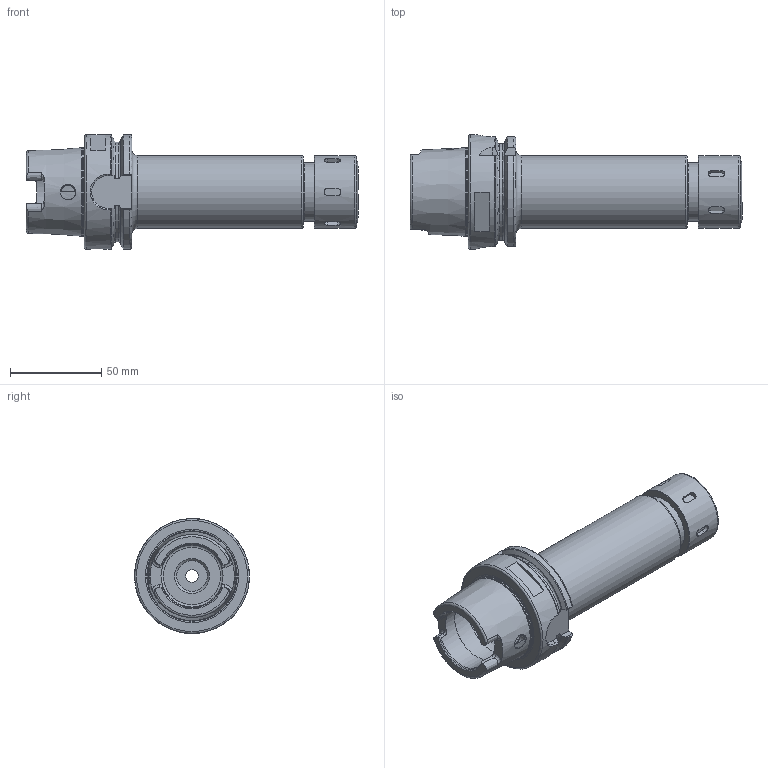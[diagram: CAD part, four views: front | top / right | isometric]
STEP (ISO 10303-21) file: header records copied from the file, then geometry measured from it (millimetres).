
FILE_DESCRIPTION(/* description */ (''),/* implementation_level */ '2;1');
FILE_NAME(/* name */ 'HSK063A-SX16-150.stp',/* time_stamp */ '2019-06-20T11:29:30-05:00',/* author */ ('ldfli'),/* organization */ (''),/* preprocessor_version */ 'ST-DEVELOPER v18',/* originating_system */ 'Autodesk Inventor LT',/* authorisation */ '');
FILE_SCHEMA (('AUTOMOTIVE_DESIGN { 1 0 10303 214 3 1 1 }'));
Length unit declared in the file: millimetre
Products named in the file (1): HSK063A-SX16-150
Bounding box: 182 x 63 x 63 mm (x, y, z)
Volume: 198256.6 mm3; surface area: 49566.6 mm2
Topology: 2 solids, 2 shells, 185 faces, 539 edges, 374 vertices
Faces by surface type: plane 70, cylinder 46, cone 28, torus 28, bspline 13
Full cylindrical faces by diameter (mm): 7 x1, 7.5 x2, 10 x1, 14 x1, 16.376 x1, 17 x1, 19 x1, 19.8 x1, 20.6 x1, 22 x1, 30.5 x1, 32 x1, 32.2 x1, 32.5 x1, 34 x2, 40 x3, 48.241 x1, 63 x1
Entity records: 7895 total; most frequent: CARTESIAN_POINT 3038, ORIENTED_EDGE 1082, DIRECTION 952, EDGE_CURVE 541, AXIS2_PLACEMENT_3D 392, VERTEX_POINT 376, CIRCLE 220, EDGE_LOOP 207
